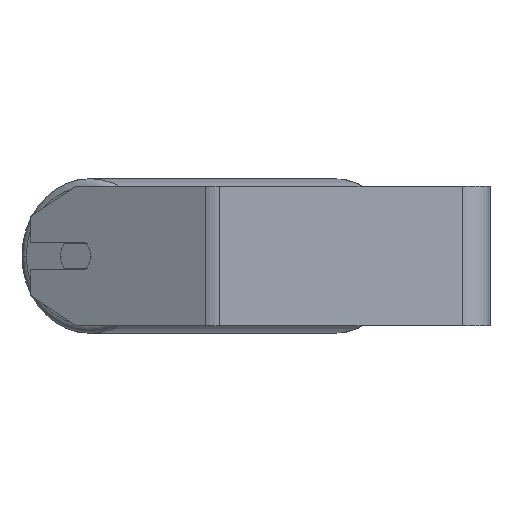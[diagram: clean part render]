
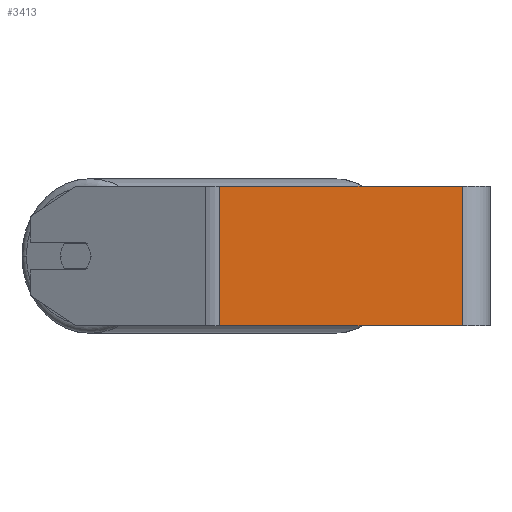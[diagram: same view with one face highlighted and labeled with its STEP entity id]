
A CAD part, left-side view. The second image highlights one B-rep face of the part: STEP entity #3413.
In plain terms, the highlighted planar face has unit normal (-1, 0, 0).
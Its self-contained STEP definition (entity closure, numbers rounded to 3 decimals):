
#20 = CARTESIAN_POINT ( 'NONE',  ( -330., 159.607, -40. ) ) ;
#51 = ORIENTED_EDGE ( 'NONE', *, *, #1500, .T. ) ;
#167 = DIRECTION ( 'NONE',  ( 0., 0., -1. ) ) ;
#293 = DIRECTION ( 'NONE',  ( 1., 0., 0. ) ) ;
#596 = EDGE_LOOP ( 'NONE', ( #51, #2034, #3771, #6741 ) ) ;
#1308 = EDGE_CURVE ( 'NONE', #6492, #5967, #6155, .T. ) ;
#1324 = VERTEX_POINT ( 'NONE', #5037 ) ;
#1482 = EDGE_CURVE ( 'NONE', #1324, #6492, #3740, .T. ) ;
#1500 = EDGE_CURVE ( 'NONE', #2609, #5967, #4831, .T. ) ;
#1575 = DIRECTION ( 'NONE',  ( 0., -1., 0. ) ) ;
#1941 = DIRECTION ( 'NONE',  ( 0., 0., -1. ) ) ;
#2034 = ORIENTED_EDGE ( 'NONE', *, *, #1308, .F. ) ;
#2609 = VERTEX_POINT ( 'NONE', #6800 ) ;
#2908 = LINE ( 'NONE', #6102, #2983 ) ;
#2974 = PLANE ( 'NONE',  #3554 ) ;
#2983 = VECTOR ( 'NONE', #5512, 1000. ) ;
#3196 = EDGE_CURVE ( 'NONE', #1324, #2609, #2908, .T. ) ;
#3413 = ADVANCED_FACE ( 'NONE', ( #4629 ), #2974, .F. ) ;
#3554 = AXIS2_PLACEMENT_3D ( 'NONE', #6773, #293, #1941 ) ;
#3577 = CARTESIAN_POINT ( 'NONE',  ( -330., 16., 40. ) ) ;
#3740 = LINE ( 'NONE', #5840, #5436 ) ;
#3771 = ORIENTED_EDGE ( 'NONE', *, *, #1482, .F. ) ;
#4629 = FACE_OUTER_BOUND ( 'NONE', #596, .T. ) ;
#4831 = LINE ( 'NONE', #20, #5096 ) ;
#5037 = CARTESIAN_POINT ( 'NONE',  ( -330., 155.32, 40. ) ) ;
#5066 = CARTESIAN_POINT ( 'NONE',  ( -330., 16., 40. ) ) ;
#5096 = VECTOR ( 'NONE', #1575, 1000. ) ;
#5418 = DIRECTION ( 'NONE',  ( 0., -1., 0. ) ) ;
#5436 = VECTOR ( 'NONE', #5418, 1000. ) ;
#5512 = DIRECTION ( 'NONE',  ( 0., 0., -1. ) ) ;
#5767 = VECTOR ( 'NONE', #167, 1000. ) ;
#5840 = CARTESIAN_POINT ( 'NONE',  ( -330., 159.607, 40. ) ) ;
#5967 = VERTEX_POINT ( 'NONE', #6006 ) ;
#6006 = CARTESIAN_POINT ( 'NONE',  ( -330., 16., -40. ) ) ;
#6102 = CARTESIAN_POINT ( 'NONE',  ( -330., 155.32, 40. ) ) ;
#6155 = LINE ( 'NONE', #5066, #5767 ) ;
#6492 = VERTEX_POINT ( 'NONE', #3577 ) ;
#6741 = ORIENTED_EDGE ( 'NONE', *, *, #3196, .T. ) ;
#6773 = CARTESIAN_POINT ( 'NONE',  ( -330., 159.607, 40. ) ) ;
#6800 = CARTESIAN_POINT ( 'NONE',  ( -330., 155.32, -40. ) ) ;
